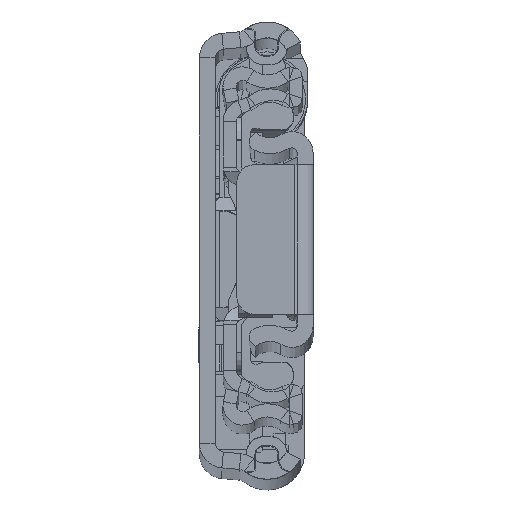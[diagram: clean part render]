
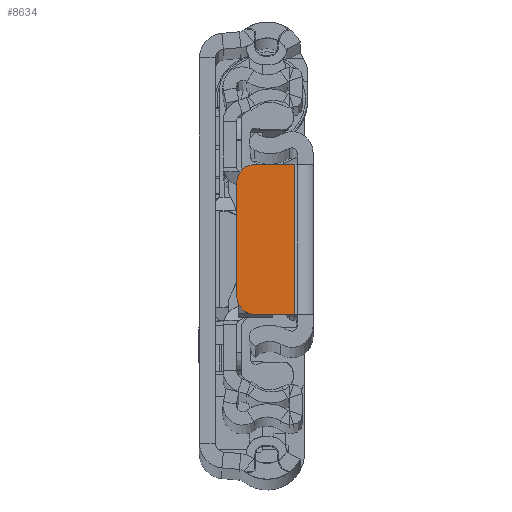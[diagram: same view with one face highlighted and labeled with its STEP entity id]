
A CAD part, top view. The second image highlights one B-rep face of the part: STEP entity #8634.
In plain terms, the highlighted planar face has unit normal (0, 0, 1).
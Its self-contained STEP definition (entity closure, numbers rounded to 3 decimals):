
#53 = ORIENTED_EDGE ( 'NONE', *, *, #35641, .F. ) ;
#238 = EDGE_CURVE ( 'NONE', #41619, #14752, #40657, .T. ) ;
#2280 = ORIENTED_EDGE ( 'NONE', *, *, #37408, .T. ) ;
#2762 = CARTESIAN_POINT ( 'NONE',  ( -8.65, 0., 0. ) ) ;
#3868 = CARTESIAN_POINT ( 'NONE',  ( -6.65, -6.5, 0. ) ) ;
#4122 = DIRECTION ( 'NONE',  ( 0., 0., -1. ) ) ;
#4669 = CARTESIAN_POINT ( 'NONE',  ( -8.65, -6.5, 0. ) ) ;
#7125 = VECTOR ( 'NONE', #20106, 1000. ) ;
#8634 = ADVANCED_FACE ( 'NONE', ( #39924 ), #28587, .F. ) ;
#11693 = EDGE_LOOP ( 'NONE', ( #44782, #36258, #23878, #53, #37229, #2280 ) ) ;
#11817 = VECTOR ( 'NONE', #23980, 1000. ) ;
#12131 = LINE ( 'NONE', #32911, #44327 ) ;
#13288 = LINE ( 'NONE', #30840, #44089 ) ;
#14752 = VERTEX_POINT ( 'NONE', #4669 ) ;
#15395 = CARTESIAN_POINT ( 'NONE',  ( -8.65, 6.5, 0. ) ) ;
#15910 = EDGE_CURVE ( 'NONE', #36267, #16159, #37421, .T. ) ;
#16159 = VERTEX_POINT ( 'NONE', #31643 ) ;
#17267 = DIRECTION ( 'NONE',  ( -1., 0., 0. ) ) ;
#19411 = CARTESIAN_POINT ( 'NONE',  ( -6.65, 6.5, 0. ) ) ;
#19917 = AXIS2_PLACEMENT_3D ( 'NONE', #19411, #36294, #33497 ) ;
#20106 = DIRECTION ( 'NONE',  ( 1., 0., 0. ) ) ;
#21039 = CARTESIAN_POINT ( 'NONE',  ( -6.65, 8.5, 0. ) ) ;
#22878 = CARTESIAN_POINT ( 'NONE',  ( 0., -8.5, 0. ) ) ;
#23878 = ORIENTED_EDGE ( 'NONE', *, *, #15910, .T. ) ;
#23980 = DIRECTION ( 'NONE',  ( 0., -1., 0. ) ) ;
#24417 = DIRECTION ( 'NONE',  ( 0., 0., 1. ) ) ;
#24661 = CARTESIAN_POINT ( 'NONE',  ( -2.05, 8.5, 0. ) ) ;
#27381 = DIRECTION ( 'NONE',  ( 0., -1., 0. ) ) ;
#27822 = EDGE_CURVE ( 'NONE', #14752, #36267, #43455, .T. ) ;
#28587 = PLANE ( 'NONE',  #32863 ) ;
#28668 = VERTEX_POINT ( 'NONE', #24661 ) ;
#30840 = CARTESIAN_POINT ( 'NONE',  ( -2.05, -8.5, 0. ) ) ;
#31643 = CARTESIAN_POINT ( 'NONE',  ( -2.05, -8.5, 0. ) ) ;
#32729 = DIRECTION ( 'NONE',  ( -1., 0., 0. ) ) ;
#32863 = AXIS2_PLACEMENT_3D ( 'NONE', #36423, #4122, #32729 ) ;
#32911 = CARTESIAN_POINT ( 'NONE',  ( 0., 8.5, 0. ) ) ;
#33491 = CARTESIAN_POINT ( 'NONE',  ( -6.65, -8.5, 0. ) ) ;
#33497 = DIRECTION ( 'NONE',  ( -1., 0., 0. ) ) ;
#35341 = AXIS2_PLACEMENT_3D ( 'NONE', #3868, #24417, #17267 ) ;
#35641 = EDGE_CURVE ( 'NONE', #28668, #16159, #13288, .T. ) ;
#36258 = ORIENTED_EDGE ( 'NONE', *, *, #27822, .T. ) ;
#36267 = VERTEX_POINT ( 'NONE', #33491 ) ;
#36294 = DIRECTION ( 'NONE',  ( 0., 0., 1. ) ) ;
#36423 = CARTESIAN_POINT ( 'NONE',  ( 0., 0., 0. ) ) ;
#37229 = ORIENTED_EDGE ( 'NONE', *, *, #38207, .T. ) ;
#37408 = EDGE_CURVE ( 'NONE', #39922, #41619, #39874, .T. ) ;
#37421 = LINE ( 'NONE', #22878, #7125 ) ;
#38207 = EDGE_CURVE ( 'NONE', #28668, #39922, #12131, .T. ) ;
#39874 = CIRCLE ( 'NONE', #19917, 2. ) ;
#39922 = VERTEX_POINT ( 'NONE', #21039 ) ;
#39924 = FACE_OUTER_BOUND ( 'NONE', #11693, .T. ) ;
#40657 = LINE ( 'NONE', #2762, #11817 ) ;
#40782 = DIRECTION ( 'NONE',  ( -1., 0., 0. ) ) ;
#41619 = VERTEX_POINT ( 'NONE', #15395 ) ;
#43455 = CIRCLE ( 'NONE', #35341, 2. ) ;
#44089 = VECTOR ( 'NONE', #27381, 1000. ) ;
#44327 = VECTOR ( 'NONE', #40782, 1000. ) ;
#44782 = ORIENTED_EDGE ( 'NONE', *, *, #238, .T. ) ;
